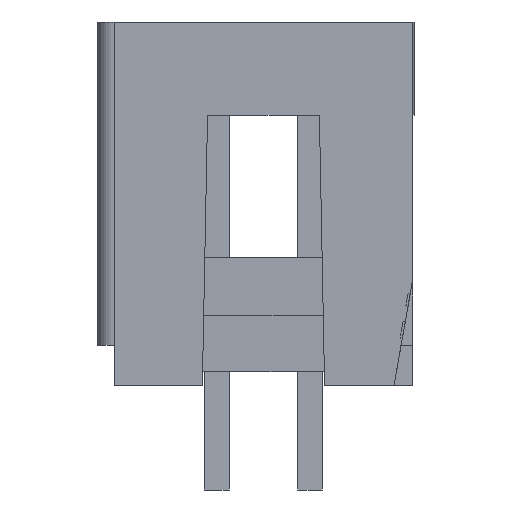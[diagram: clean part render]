
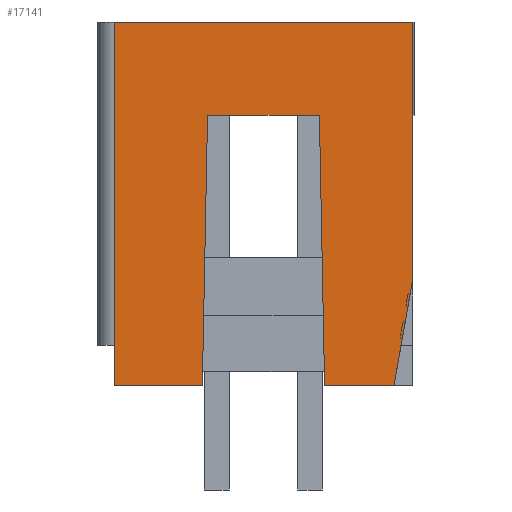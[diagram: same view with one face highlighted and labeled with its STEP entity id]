
A CAD part, left-side view. The second image highlights one B-rep face of the part: STEP entity #17141.
In plain terms, the highlighted planar face has unit normal (-1, 0, 0).
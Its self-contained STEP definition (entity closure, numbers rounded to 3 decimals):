
#16215=CARTESIAN_POINT('',(-35.408,4.064,9.911));
#16216=VERTEX_POINT('',#16215);
#16223=CARTESIAN_POINT('',(-35.408,-4.064,9.911));
#16224=VERTEX_POINT('',#16223);
#16225=CARTESIAN_POINT('',(-35.408,4.064,9.911));
#16226=DIRECTION('',(0.0,-1.0,0.0));
#16227=VECTOR('',#16226,8.128);
#16228=LINE('',#16225,#16227);
#16229=EDGE_CURVE('',#16216,#16224,#16228,.T.);
#16325=CARTESIAN_POINT('',(-35.408,-1.524,7.371));
#16326=VERTEX_POINT('',#16325);
#16333=CARTESIAN_POINT('',(-35.408,1.524,7.371));
#16334=VERTEX_POINT('',#16333);
#16335=CARTESIAN_POINT('',(-35.408,1.524,7.371));
#16336=DIRECTION('',(0.0,-1.0,0.0));
#16337=VECTOR('',#16336,3.048);
#16338=LINE('',#16335,#16337);
#16339=EDGE_CURVE('',#16334,#16326,#16338,.T.);
#16728=CARTESIAN_POINT('',(-35.408,-1.665,0.005));
#16729=VERTEX_POINT('',#16728);
#16736=CARTESIAN_POINT('',(-35.408,-1.665,0.005));
#16737=DIRECTION('',(0.0,0.019,1.));
#16738=VECTOR('',#16737,7.367);
#16739=LINE('',#16736,#16738);
#16740=EDGE_CURVE('',#16729,#16326,#16739,.T.);
#16849=CARTESIAN_POINT('',(-35.408,1.665,0.005));
#16850=VERTEX_POINT('',#16849);
#16851=CARTESIAN_POINT('',(-35.408,1.665,0.005));
#16852=DIRECTION('',(0.0,-0.019,1.));
#16853=VECTOR('',#16852,7.367);
#16854=LINE('',#16851,#16853);
#16855=EDGE_CURVE('',#16850,#16334,#16854,.T.);
#17073=CARTESIAN_POINT('',(-35.408,4.064,0.005));
#17074=VERTEX_POINT('',#17073);
#17081=CARTESIAN_POINT('',(-35.408,4.064,9.911));
#17082=DIRECTION('',(0.0,0.0,-1.0));
#17083=VECTOR('',#17082,9.906);
#17084=LINE('',#17081,#17083);
#17085=EDGE_CURVE('',#16216,#17074,#17084,.T.);
#17101=CARTESIAN_POINT('',(-35.408,4.47,-0.49));
#17102=DIRECTION('',(-1.0,0.0,0.0));
#17103=DIRECTION('',(0.0,0.0,1.0));
#17104=AXIS2_PLACEMENT_3D('',#17101,#17102,#17103);
#17105=PLANE('',#17104);
#17106=ORIENTED_EDGE('',*,*,#16740,.F.);
#17107=CARTESIAN_POINT('',(-35.408,-3.556,0.005));
#17108=VERTEX_POINT('',#17107);
#17109=CARTESIAN_POINT('',(-35.408,-1.665,0.005));
#17110=DIRECTION('',(0.0,-1.0,0.0));
#17111=VECTOR('',#17110,1.891);
#17112=LINE('',#17109,#17111);
#17113=EDGE_CURVE('',#16729,#17108,#17112,.T.);
#17114=ORIENTED_EDGE('',*,*,#17113,.T.);
#17115=CARTESIAN_POINT('',(-35.408,-4.064,2.886));
#17116=VERTEX_POINT('',#17115);
#17117=CARTESIAN_POINT('',(-35.408,-4.064,2.886));
#17118=DIRECTION('',(0.0,0.174,-0.985));
#17119=VECTOR('',#17118,2.925);
#17120=LINE('',#17117,#17119);
#17121=EDGE_CURVE('',#17116,#17108,#17120,.T.);
#17122=ORIENTED_EDGE('',*,*,#17121,.F.);
#17123=CARTESIAN_POINT('',(-35.408,-4.064,2.886));
#17124=DIRECTION('',(0.0,0.0,1.0));
#17125=VECTOR('',#17124,7.025);
#17126=LINE('',#17123,#17125);
#17127=EDGE_CURVE('',#17116,#16224,#17126,.T.);
#17128=ORIENTED_EDGE('',*,*,#17127,.T.);
#17129=ORIENTED_EDGE('',*,*,#16229,.F.);
#17130=ORIENTED_EDGE('',*,*,#17085,.T.);
#17131=CARTESIAN_POINT('',(-35.408,4.064,0.005));
#17132=DIRECTION('',(0.0,-1.0,0.0));
#17133=VECTOR('',#17132,2.399);
#17134=LINE('',#17131,#17133);
#17135=EDGE_CURVE('',#17074,#16850,#17134,.T.);
#17136=ORIENTED_EDGE('',*,*,#17135,.T.);
#17137=ORIENTED_EDGE('',*,*,#16855,.T.);
#17138=ORIENTED_EDGE('',*,*,#16339,.T.);
#17139=EDGE_LOOP('',(#17106,#17114,#17122,#17128,#17129,#17130,#17136,#17137,#17138));
#17140=FACE_OUTER_BOUND('',#17139,.T.);
#17141=ADVANCED_FACE('',(#17140),#17105,.T.);
